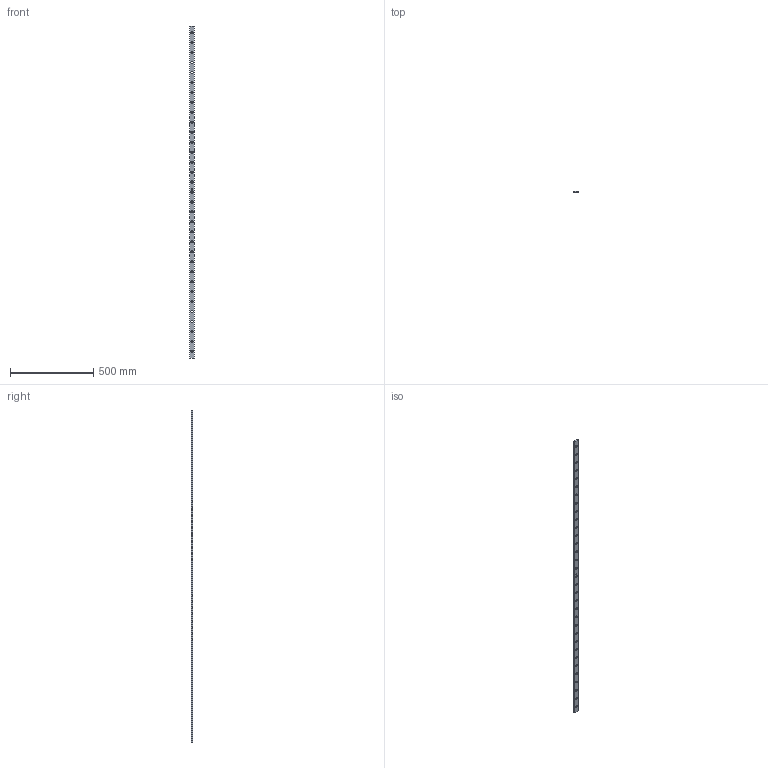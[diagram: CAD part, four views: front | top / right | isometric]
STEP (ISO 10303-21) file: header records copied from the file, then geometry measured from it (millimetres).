
FILE_DESCRIPTION (( 'STEP AP203' ), '1' );
FILE_NAME ('1458-8.step', '2022-07-04T07:47:30', ( '' ), ( '' ), 'SwSTEP 2.0', 'SolidWorks 2018', '' );
FILE_SCHEMA (( 'CONFIG_CONTROL_DESIGN' ));
Length unit declared in the file: millimetre
Products named in the file (1): 1458-8
Bounding box: 30 x 8 x 2000 mm (x, y, z)
Volume: 444957.9 mm3; surface area: 154512.1 mm2
Topology: 1 solids, 1 shells, 277 faces, 756 edges, 504 vertices
Faces by surface type: plane 134, bspline 110, cylinder 33
Full cylindrical faces by diameter (mm): 13 x33
Entity records: 13748 total; most frequent: CARTESIAN_POINT 7343, ORIENTED_EDGE 1446, DIRECTION 905, EDGE_CURVE 723, VERTEX_POINT 504, LINE 437, VECTOR 437, EDGE_LOOP 399
